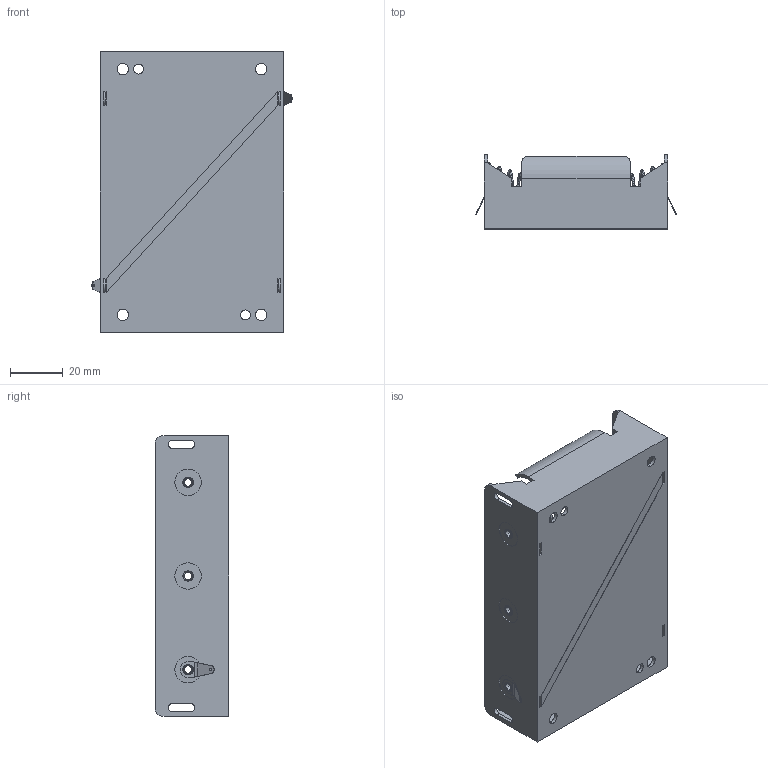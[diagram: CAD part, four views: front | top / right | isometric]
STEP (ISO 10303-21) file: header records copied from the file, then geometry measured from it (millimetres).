
FILE_DESCRIPTION (( 'STEP AP214' ), '1' );
FILE_NAME ('BH3DL.STEP', '2020-01-10T11:09:12', ( '' ), ( '' ), 'SwSTEP 2.0', 'SolidWorks 2017', '' );
FILE_SCHEMA (( 'AUTOMOTIVE_DESIGN' ));
Length unit declared in the file: millimetre
Products named in the file (1): BH3DL
Bounding box: 76 x 28 x 106.5 mm (x, y, z)
Volume: 24068.3 mm3; surface area: 40759.4 mm2
Topology: 10 solids, 10 shells, 465 faces, 1165 edges, 758 vertices
Faces by surface type: plane 257, cylinder 148, torus 48, bspline 12
Entity records: 22016 total; most frequent: CARTESIAN_POINT 10434, DIRECTION 2408, ORIENTED_EDGE 2330, EDGE_CURVE 1165, AXIS2_PLACEMENT_3D 840, VERTEX_POINT 758, VECTOR 728, LINE 728
